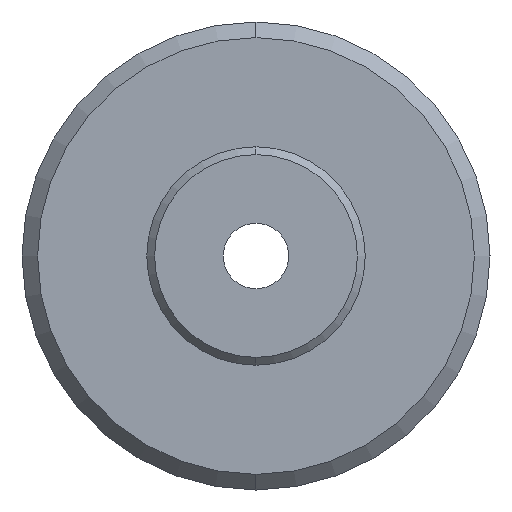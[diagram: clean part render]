
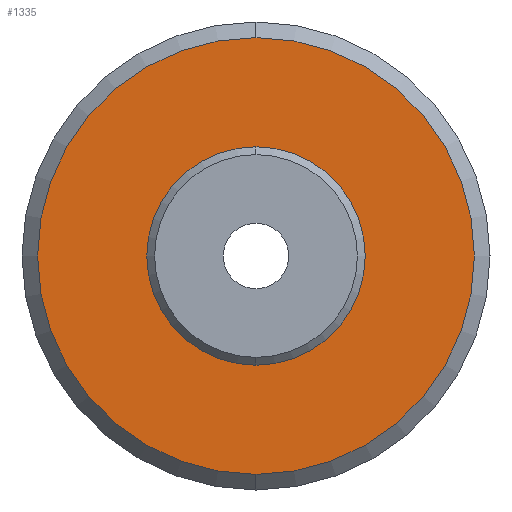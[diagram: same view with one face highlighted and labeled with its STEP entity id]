
A CAD part, left-side view. The second image highlights one B-rep face of the part: STEP entity #1335.
In plain terms, the highlighted planar face has unit normal (-1, 0, 0).
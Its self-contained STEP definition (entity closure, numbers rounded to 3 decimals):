
#7 = CARTESIAN_POINT ( 'NONE',  ( -68., 0., -7. ) ) ;
#28 = CIRCLE ( 'NONE', #1046, 14. ) ;
#33 = EDGE_LOOP ( 'NONE', ( #1083, #452 ) ) ;
#74 = DIRECTION ( 'NONE',  ( 0., 0., 1. ) ) ;
#102 = CIRCLE ( 'NONE', #1209, 14. ) ;
#174 = FACE_BOUND ( 'NONE', #999, .T. ) ;
#229 = FACE_OUTER_BOUND ( 'NONE', #33, .T. ) ;
#274 = ORIENTED_EDGE ( 'NONE', *, *, #1350, .T. ) ;
#275 = VERTEX_POINT ( 'NONE', #363 ) ;
#305 = CARTESIAN_POINT ( 'NONE',  ( -68., 0., 0. ) ) ;
#311 = DIRECTION ( 'NONE',  ( 0., 0., -1. ) ) ;
#363 = CARTESIAN_POINT ( 'NONE',  ( -68., 0., 14. ) ) ;
#449 = DIRECTION ( 'NONE',  ( -1., 0., 0. ) ) ;
#452 = ORIENTED_EDGE ( 'NONE', *, *, #475, .T. ) ;
#470 = CARTESIAN_POINT ( 'NONE',  ( -68., 0., 0. ) ) ;
#475 = EDGE_CURVE ( 'NONE', #275, #895, #28, .T. ) ;
#582 = CARTESIAN_POINT ( 'NONE',  ( -68., 0., 0. ) ) ;
#748 = AXIS2_PLACEMENT_3D ( 'NONE', #913, #1565, #1137 ) ;
#768 = AXIS2_PLACEMENT_3D ( 'NONE', #305, #854, #1250 ) ;
#854 = DIRECTION ( 'NONE',  ( 1., 0., 0. ) ) ;
#889 = CARTESIAN_POINT ( 'NONE',  ( -68., 0., 7. ) ) ;
#892 = EDGE_CURVE ( 'NONE', #1032, #942, #991, .T. ) ;
#895 = VERTEX_POINT ( 'NONE', #1681 ) ;
#913 = CARTESIAN_POINT ( 'NONE',  ( -68., 7., 0. ) ) ;
#926 = CARTESIAN_POINT ( 'NONE',  ( -68., 0., 0. ) ) ;
#942 = VERTEX_POINT ( 'NONE', #7 ) ;
#991 = CIRCLE ( 'NONE', #768, 7. ) ;
#999 = EDGE_LOOP ( 'NONE', ( #274, #1156 ) ) ;
#1032 = VERTEX_POINT ( 'NONE', #889 ) ;
#1046 = AXIS2_PLACEMENT_3D ( 'NONE', #582, #449, #74 ) ;
#1047 = DIRECTION ( 'NONE',  ( 0., 0., 1. ) ) ;
#1083 = ORIENTED_EDGE ( 'NONE', *, *, #1542, .T. ) ;
#1137 = DIRECTION ( 'NONE',  ( 0., 0., 1. ) ) ;
#1156 = ORIENTED_EDGE ( 'NONE', *, *, #892, .T. ) ;
#1185 = PLANE ( 'NONE',  #748 ) ;
#1209 = AXIS2_PLACEMENT_3D ( 'NONE', #470, #1321, #1047 ) ;
#1250 = DIRECTION ( 'NONE',  ( 0., 0., -1. ) ) ;
#1321 = DIRECTION ( 'NONE',  ( -1., 0., 0. ) ) ;
#1335 = ADVANCED_FACE ( 'NONE', ( #229, #174 ), #1185, .T. ) ;
#1350 = EDGE_CURVE ( 'NONE', #942, #1032, #1629, .T. ) ;
#1542 = EDGE_CURVE ( 'NONE', #895, #275, #102, .T. ) ;
#1565 = DIRECTION ( 'NONE',  ( -1., 0., 0. ) ) ;
#1574 = DIRECTION ( 'NONE',  ( 1., 0., 0. ) ) ;
#1596 = AXIS2_PLACEMENT_3D ( 'NONE', #926, #1574, #311 ) ;
#1629 = CIRCLE ( 'NONE', #1596, 7. ) ;
#1681 = CARTESIAN_POINT ( 'NONE',  ( -68., 0., -14. ) ) ;
